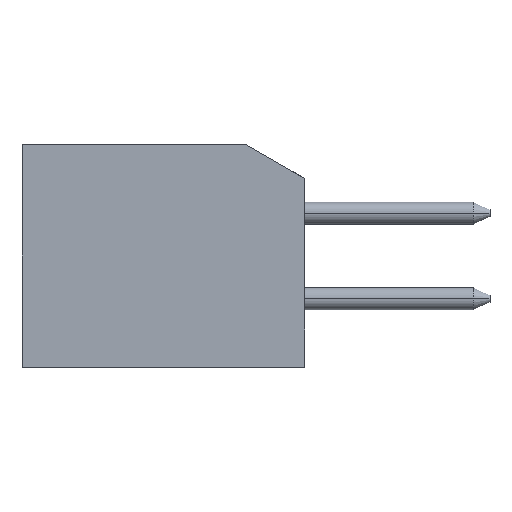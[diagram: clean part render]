
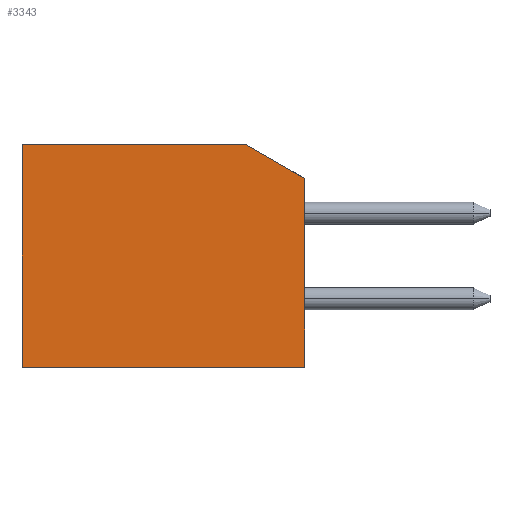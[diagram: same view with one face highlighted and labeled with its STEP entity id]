
A CAD part, left-side view. The second image highlights one B-rep face of the part: STEP entity #3343.
In plain terms, the highlighted planar face has unit normal (-1, 0, 0).
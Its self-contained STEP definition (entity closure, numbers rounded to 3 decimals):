
#9=DIRECTION('',(0.,0.,1.));
#10=VECTOR('',#9,5.6);
#11=CARTESIAN_POINT('',(-6.5,0.,-3.3));
#12=LINE('',#11,#10);
#253=DIRECTION('',(0.,1.,0.));
#254=VECTOR('',#253,6.668);
#255=CARTESIAN_POINT('',(-6.5,1.732,3.3));
#256=LINE('',#255,#254);
#341=DIRECTION('',(0.,0.,1.));
#342=VECTOR('',#341,6.6);
#343=CARTESIAN_POINT('',(-6.5,8.4,-3.3));
#344=LINE('',#343,#342);
#1061=DIRECTION('',(0.,0.866,0.5));
#1062=VECTOR('',#1061,2.);
#1063=CARTESIAN_POINT('',(-6.5,0.,2.3));
#1064=LINE('',#1063,#1062);
#1065=DIRECTION('',(0.,1.,0.));
#1066=VECTOR('',#1065,8.4);
#1067=CARTESIAN_POINT('',(-6.5,0.,-3.3));
#1068=LINE('',#1067,#1066);
#1441=CARTESIAN_POINT('',(-6.5,8.4,-3.3));
#1442=CARTESIAN_POINT('',(-6.5,8.4,3.3));
#1443=VERTEX_POINT('',#1441);
#1444=VERTEX_POINT('',#1442);
#1449=CARTESIAN_POINT('',(-6.5,0.,-3.3));
#1450=VERTEX_POINT('',#1449);
#1465=CARTESIAN_POINT('',(-6.5,0.,2.3));
#1466=CARTESIAN_POINT('',(-6.5,1.732,3.3));
#1467=VERTEX_POINT('',#1465);
#1468=VERTEX_POINT('',#1466);
#3331=CARTESIAN_POINT('',(-6.5,0.,-3.3));
#3332=DIRECTION('',(-1.,0.,0.));
#3333=DIRECTION('',(0.,0.,1.));
#3334=AXIS2_PLACEMENT_3D('',#3331,#3332,#3333);
#3335=PLANE('',#3334);
#3336=ORIENTED_EDGE('',*,*,#1988,.F.);
#3337=ORIENTED_EDGE('',*,*,#1874,.F.);
#3338=ORIENTED_EDGE('',*,*,#2072,.T.);
#3339=ORIENTED_EDGE('',*,*,#2265,.T.);
#3340=ORIENTED_EDGE('',*,*,#2135,.F.);
#3341=EDGE_LOOP('',(#3336,#3337,#3338,#3339,#3340));
#3342=FACE_OUTER_BOUND('',#3341,.F.);
#1874=EDGE_CURVE('',#1450,#1467,#12,.T.);
#1988=EDGE_CURVE('',#1467,#1468,#1064,.T.);
#2072=EDGE_CURVE('',#1450,#1443,#1068,.T.);
#2135=EDGE_CURVE('',#1468,#1444,#256,.T.);
#2265=EDGE_CURVE('',#1443,#1444,#344,.T.);
#3343=ADVANCED_FACE('',(#3342),#3335,.T.);
